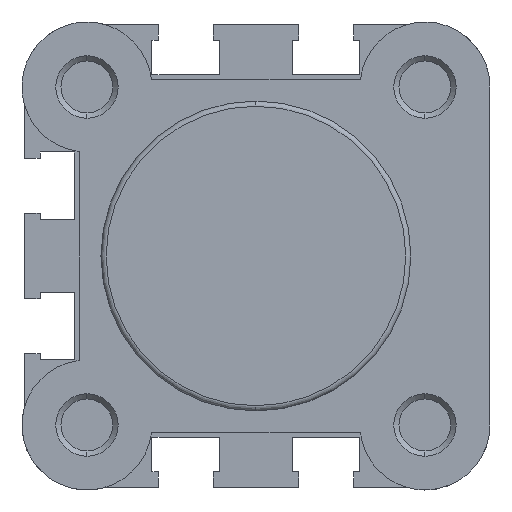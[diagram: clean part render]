
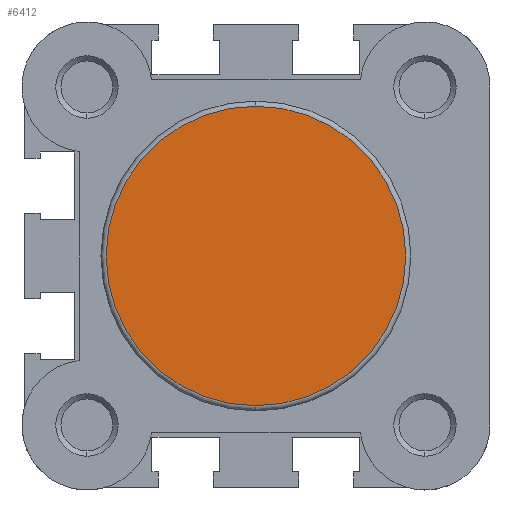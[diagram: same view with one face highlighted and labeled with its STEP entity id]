
A CAD part, left-side view. The second image highlights one B-rep face of the part: STEP entity #6412.
In plain terms, the highlighted planar face has unit normal (-1, 0, 0).
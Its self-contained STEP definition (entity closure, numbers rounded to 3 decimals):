
#194 = DIRECTION ( 'NONE',  ( 0., 0., 1. ) ) ;
#195 = DIRECTION ( 'NONE',  ( -1., 0., 0. ) ) ;
#198 = PLANE ( 'NONE',  #3186 ) ;
#199 = CARTESIAN_POINT ( 'NONE',  ( 0., -14.9, 0. ) ) ;
#765 = VERTEX_POINT ( 'NONE', #4648 ) ;
#780 = VERTEX_POINT ( 'NONE', #4799 ) ;
#1405 = CIRCLE ( 'NONE', #3403, 14.4 ) ;
#1499 = CIRCLE ( 'NONE', #3366, 14.4 ) ;
#1802 = FACE_OUTER_BOUND ( 'NONE', #2015, .T. ) ;
#2015 = EDGE_LOOP ( 'NONE', ( #2380, #2379 ) ) ;
#2379 = ORIENTED_EDGE ( 'NONE', *, *, #4234, .T. ) ;
#2380 = ORIENTED_EDGE ( 'NONE', *, *, #4167, .T. ) ;
#3186 = AXIS2_PLACEMENT_3D ( 'NONE', #199, #195, #194 ) ;
#3366 = AXIS2_PLACEMENT_3D ( 'NONE', #5574, #5565, #5564 ) ;
#3403 = AXIS2_PLACEMENT_3D ( 'NONE', #5776, #5772, #5770 ) ;
#4167 = EDGE_CURVE ( 'NONE', #765, #780, #1405, .T. ) ;
#4234 = EDGE_CURVE ( 'NONE', #780, #765, #1499, .T. ) ;
#4648 = CARTESIAN_POINT ( 'NONE',  ( 0., 0., 14.4 ) ) ;
#4799 = CARTESIAN_POINT ( 'NONE',  ( 0., 0., -14.4 ) ) ;
#5564 = DIRECTION ( 'NONE',  ( 0., 0., 1. ) ) ;
#5565 = DIRECTION ( 'NONE',  ( -1., 0., 0. ) ) ;
#5574 = CARTESIAN_POINT ( 'NONE',  ( 0., 0., 0. ) ) ;
#5770 = DIRECTION ( 'NONE',  ( 0., 0., 1. ) ) ;
#5772 = DIRECTION ( 'NONE',  ( -1., 0., 0. ) ) ;
#5776 = CARTESIAN_POINT ( 'NONE',  ( 0., 0., 0. ) ) ;
#6412 = ADVANCED_FACE ( 'NONE', ( #1802 ), #198, .T. ) ;
